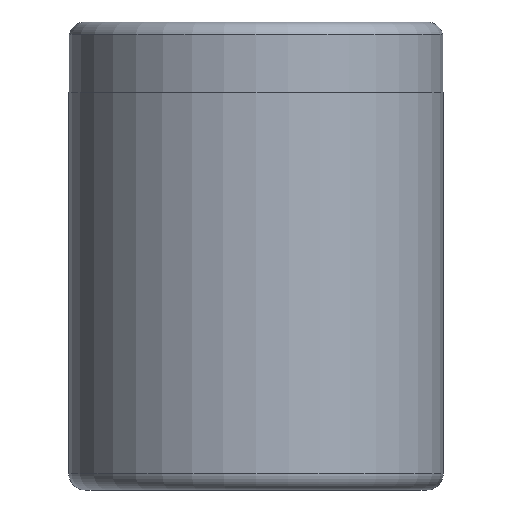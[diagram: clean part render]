
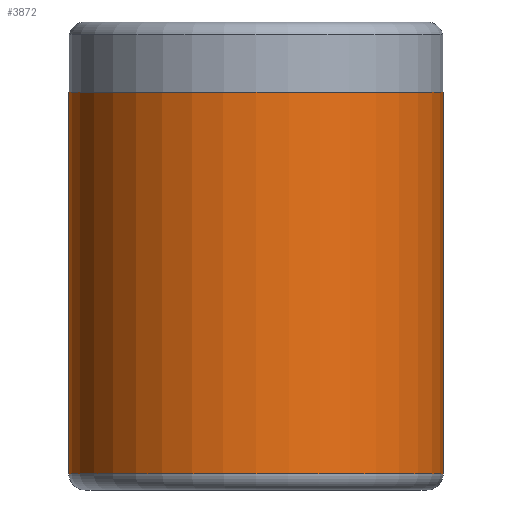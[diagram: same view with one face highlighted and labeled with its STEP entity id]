
A CAD part, front view. The second image highlights one B-rep face of the part: STEP entity #3872.
In plain terms, the highlighted cylindrical face has radius 8 mm (diameter 16 mm), a partial arc.
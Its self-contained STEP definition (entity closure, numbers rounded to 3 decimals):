
#162 = CARTESIAN_POINT ( 'NONE',  ( -8., 0., 17. ) ) ;
#169 = DIRECTION ( 'NONE',  ( 0., 0., 1. ) ) ;
#871 = VERTEX_POINT ( 'NONE', #162 ) ;
#929 = CIRCLE ( 'NONE', #5720, 8. ) ;
#1004 = DIRECTION ( 'NONE',  ( -1., 0., 0. ) ) ;
#1382 = CARTESIAN_POINT ( 'NONE',  ( -8., 0., 20. ) ) ;
#1613 = ORIENTED_EDGE ( 'NONE', *, *, #3507, .F. ) ;
#1865 = CARTESIAN_POINT ( 'NONE',  ( -8., 0., 0.7 ) ) ;
#1898 = DIRECTION ( 'NONE',  ( 0., 0., -1. ) ) ;
#1985 = DIRECTION ( 'NONE',  ( 0., 0., 1. ) ) ;
#2424 = EDGE_CURVE ( 'NONE', #3826, #6659, #4256, .T. ) ;
#2458 = ORIENTED_EDGE ( 'NONE', *, *, #2424, .F. ) ;
#2485 = CARTESIAN_POINT ( 'NONE',  ( 8., 0., 20. ) ) ;
#2635 = EDGE_CURVE ( 'NONE', #871, #5856, #5646, .T. ) ;
#2791 = AXIS2_PLACEMENT_3D ( 'NONE', #5100, #1985, #5624 ) ;
#2857 = CYLINDRICAL_SURFACE ( 'NONE', #4897, 8. ) ;
#2872 = VECTOR ( 'NONE', #3686, 1000. ) ;
#3036 = DIRECTION ( 'NONE',  ( 0., 0., -1. ) ) ;
#3115 = ORIENTED_EDGE ( 'NONE', *, *, #2635, .T. ) ;
#3262 = EDGE_LOOP ( 'NONE', ( #2458, #1613, #3115, #5417 ) ) ;
#3279 = CARTESIAN_POINT ( 'NONE',  ( 0., 0., 17. ) ) ;
#3507 = EDGE_CURVE ( 'NONE', #871, #3826, #929, .T. ) ;
#3559 = CARTESIAN_POINT ( 'NONE',  ( 0., 0., 20. ) ) ;
#3686 = DIRECTION ( 'NONE',  ( 0., 0., -1. ) ) ;
#3786 = CARTESIAN_POINT ( 'NONE',  ( 8., 0., 0.7 ) ) ;
#3802 = DIRECTION ( 'NONE',  ( 1., 0., 0. ) ) ;
#3820 = EDGE_CURVE ( 'NONE', #5856, #6659, #4579, .T. ) ;
#3826 = VERTEX_POINT ( 'NONE', #6143 ) ;
#3872 = ADVANCED_FACE ( 'NONE', ( #5628 ), #2857, .T. ) ;
#3948 = VECTOR ( 'NONE', #1898, 1000. ) ;
#4256 = LINE ( 'NONE', #2485, #2872 ) ;
#4579 = CIRCLE ( 'NONE', #2791, 8. ) ;
#4897 = AXIS2_PLACEMENT_3D ( 'NONE', #3559, #3036, #1004 ) ;
#5100 = CARTESIAN_POINT ( 'NONE',  ( 0., 0., 0.7 ) ) ;
#5417 = ORIENTED_EDGE ( 'NONE', *, *, #3820, .T. ) ;
#5624 = DIRECTION ( 'NONE',  ( 1., 0., 0. ) ) ;
#5628 = FACE_OUTER_BOUND ( 'NONE', #3262, .T. ) ;
#5646 = LINE ( 'NONE', #1382, #3948 ) ;
#5720 = AXIS2_PLACEMENT_3D ( 'NONE', #3279, #169, #3802 ) ;
#5856 = VERTEX_POINT ( 'NONE', #1865 ) ;
#6143 = CARTESIAN_POINT ( 'NONE',  ( 8., 0., 17. ) ) ;
#6659 = VERTEX_POINT ( 'NONE', #3786 ) ;
